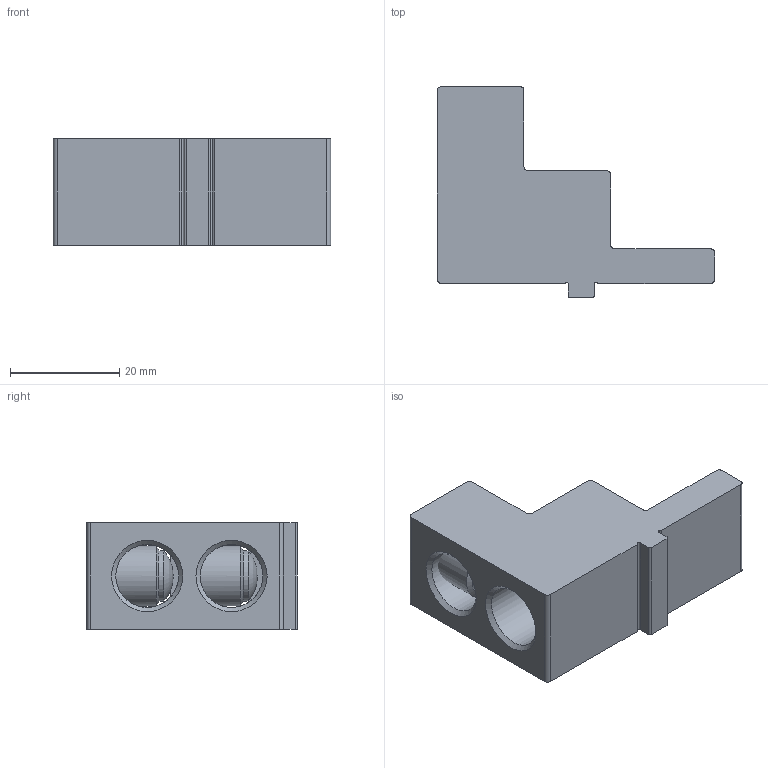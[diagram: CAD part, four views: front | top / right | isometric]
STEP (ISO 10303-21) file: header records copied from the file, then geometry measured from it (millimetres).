
FILE_DESCRIPTION(('FreeCAD Model'),'2;1');
FILE_NAME('2s2-0-tp-stk-blank-slt.stp','2019-05-13T14:11:43',('Author'),( ''),'Open CASCADE STEP processor 7.2','FreeCAD','Unknown');
FILE_SCHEMA(('AUTOMOTIVE_DESIGN { 1 0 10303 214 1 1 1 1 }'));
Length unit declared in the file: millimetre
Products named in the file (7): 2S2-0-TP-STK-BLANK; 14225; 14225001; _S2_0_TP_STK_BLANK_SLT
Assembly tree (3 placements, depth 2):
  2S2-0-TP-STK-BLANK
  14225
  14225001
  _S2_0_TP_STK_BLANK_SLT
    2S2-0-TP-STK-BLANK
    14225
    14225001
Bounding box: 50.8 x 38.61 x 19.51 mm (x, y, z)
Volume: 33153.1 mm3; surface area: 16439.7 mm2
Topology: 6 solids, 6 shells, 140 faces, 372 edges, 244 vertices
Faces by surface type: cylinder 56, plane 48, cone 32, sphere 4
Full cylindrical faces by diameter (mm): 9.296 x4, 9.728 x4, 11.1 x4, 11.506 x4
Entity records: 13410 total; most frequent: CARTESIAN_POINT 6172, DIRECTION 1280, ORIENTED_EDGE 736, PCURVE 736, DEFINITIONAL_REPRESENTATION 736, LINE 688, VECTOR 688, EDGE_CURVE 368
